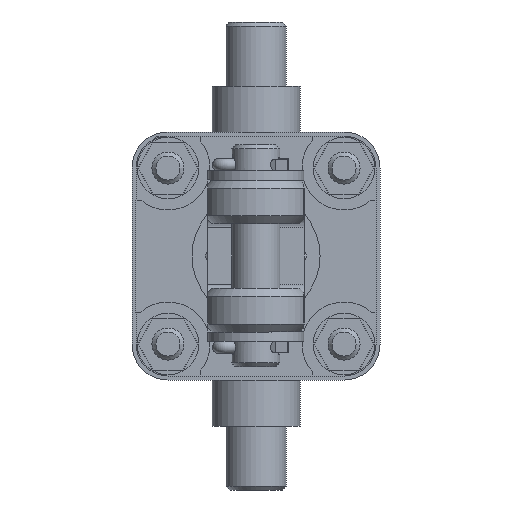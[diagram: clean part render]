
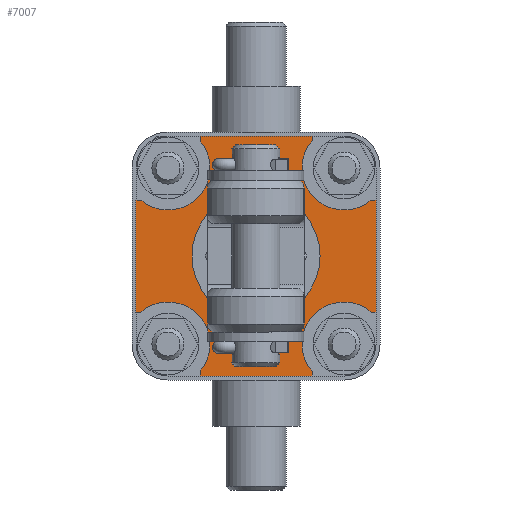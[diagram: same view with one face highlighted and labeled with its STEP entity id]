
A CAD part, left-side view. The second image highlights one B-rep face of the part: STEP entity #7007.
In plain terms, the highlighted planar face has unit normal (-1, 0, 0).
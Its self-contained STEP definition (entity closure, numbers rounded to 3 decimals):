
#180=FACE_BOUND('',#1230,.T.);
#352=PLANE('',#7706);
#778=FACE_OUTER_BOUND('',#1229,.T.);
#1229=EDGE_LOOP('',(#5667,#5668,#5669,#5670,#5671,#5672,#5673,#5674,#5675,
#5676,#5677,#5678,#5679,#5680,#5681,#5682));
#1230=EDGE_LOOP('',(#5683));
#1772=LINE('',#11048,#2410);
#1781=LINE('',#11066,#2419);
#1800=LINE('',#11117,#2438);
#1807=LINE('',#11135,#2445);
#1822=LINE('',#11185,#2460);
#1825=LINE('',#11192,#2463);
#1826=LINE('',#11195,#2464);
#1829=LINE('',#11202,#2467);
#1830=LINE('',#11205,#2468);
#1833=LINE('',#11212,#2471);
#1834=LINE('',#11215,#2472);
#1837=LINE('',#11222,#2475);
#2410=VECTOR('',#8911,10.);
#2419=VECTOR('',#8922,10.);
#2438=VECTOR('',#8979,10.);
#2445=VECTOR('',#8996,10.);
#2460=VECTOR('',#9051,10.);
#2463=VECTOR('',#9060,10.);
#2464=VECTOR('',#9063,10.);
#2467=VECTOR('',#9072,10.);
#2468=VECTOR('',#9075,10.);
#2471=VECTOR('',#9084,10.);
#2472=VECTOR('',#9087,10.);
#2475=VECTOR('',#9096,10.);
#2865=CIRCLE('',#7671,16.);
#2873=CIRCLE('',#7688,10.5);
#2874=CIRCLE('',#7692,10.5);
#2875=CIRCLE('',#7696,10.5);
#2876=CIRCLE('',#7700,10.5);
#3334=VERTEX_POINT('',#11045);
#3335=VERTEX_POINT('',#11047);
#3342=VERTEX_POINT('',#11063);
#3343=VERTEX_POINT('',#11065);
#3355=VERTEX_POINT('',#11114);
#3356=VERTEX_POINT('',#11116);
#3361=VERTEX_POINT('',#11132);
#3362=VERTEX_POINT('',#11134);
#3365=VERTEX_POINT('',#11146);
#3377=VERTEX_POINT('',#11184);
#3378=VERTEX_POINT('',#11188);
#3379=VERTEX_POINT('',#11194);
#3380=VERTEX_POINT('',#11198);
#3381=VERTEX_POINT('',#11204);
#3382=VERTEX_POINT('',#11208);
#3383=VERTEX_POINT('',#11214);
#3384=VERTEX_POINT('',#11218);
#4111=EDGE_CURVE('',#3334,#3335,#1772,.T.);
#4120=EDGE_CURVE('',#3342,#3343,#1781,.T.);
#4146=EDGE_CURVE('',#3355,#3356,#1800,.T.);
#4155=EDGE_CURVE('',#3361,#3362,#1807,.T.);
#4161=EDGE_CURVE('',#3365,#3365,#2865,.T.);
#4179=EDGE_CURVE('',#3355,#3377,#1822,.T.);
#4181=EDGE_CURVE('',#3377,#3378,#2873,.T.);
#4183=EDGE_CURVE('',#3378,#3335,#1825,.T.);
#4184=EDGE_CURVE('',#3334,#3379,#1826,.T.);
#4186=EDGE_CURVE('',#3379,#3380,#2874,.T.);
#4188=EDGE_CURVE('',#3380,#3343,#1829,.T.);
#4189=EDGE_CURVE('',#3342,#3381,#1830,.T.);
#4191=EDGE_CURVE('',#3381,#3382,#2875,.T.);
#4193=EDGE_CURVE('',#3382,#3362,#1833,.T.);
#4194=EDGE_CURVE('',#3361,#3383,#1834,.T.);
#4196=EDGE_CURVE('',#3383,#3384,#2876,.T.);
#4198=EDGE_CURVE('',#3384,#3356,#1837,.T.);
#5667=ORIENTED_EDGE('',*,*,#4193,.T.);
#5668=ORIENTED_EDGE('',*,*,#4155,.F.);
#5669=ORIENTED_EDGE('',*,*,#4194,.T.);
#5670=ORIENTED_EDGE('',*,*,#4196,.T.);
#5671=ORIENTED_EDGE('',*,*,#4198,.T.);
#5672=ORIENTED_EDGE('',*,*,#4146,.F.);
#5673=ORIENTED_EDGE('',*,*,#4179,.T.);
#5674=ORIENTED_EDGE('',*,*,#4181,.T.);
#5675=ORIENTED_EDGE('',*,*,#4183,.T.);
#5676=ORIENTED_EDGE('',*,*,#4111,.F.);
#5677=ORIENTED_EDGE('',*,*,#4184,.T.);
#5678=ORIENTED_EDGE('',*,*,#4186,.T.);
#5679=ORIENTED_EDGE('',*,*,#4188,.T.);
#5680=ORIENTED_EDGE('',*,*,#4120,.F.);
#5681=ORIENTED_EDGE('',*,*,#4189,.T.);
#5682=ORIENTED_EDGE('',*,*,#4191,.T.);
#5683=ORIENTED_EDGE('',*,*,#4161,.T.);
#7007=ADVANCED_FACE('',(#778,#180),#352,.F.);
#7671=AXIS2_PLACEMENT_3D('',#11147,#9009,#9010);
#7688=AXIS2_PLACEMENT_3D('',#11189,#9055,#9056);
#7692=AXIS2_PLACEMENT_3D('',#11199,#9067,#9068);
#7696=AXIS2_PLACEMENT_3D('',#11209,#9079,#9080);
#7700=AXIS2_PLACEMENT_3D('',#11219,#9091,#9092);
#7706=AXIS2_PLACEMENT_3D('',#11230,#9108,#9109);
#8911=DIRECTION('',(0.,0.,1.));
#8922=DIRECTION('',(0.,1.,0.));
#8979=DIRECTION('',(0.,-1.,0.));
#8996=DIRECTION('',(0.,0.,-1.));
#9009=DIRECTION('center_axis',(1.,0.,0.));
#9010=DIRECTION('ref_axis',(0.,0.,1.));
#9051=DIRECTION('',(0.,0.,-1.));
#9055=DIRECTION('center_axis',(1.,0.,0.));
#9056=DIRECTION('ref_axis',(0.,0.762,-0.648));
#9060=DIRECTION('',(0.,1.,0.));
#9063=DIRECTION('',(0.,-1.,0.));
#9067=DIRECTION('center_axis',(1.,0.,0.));
#9068=DIRECTION('ref_axis',(0.,-0.648,-0.762));
#9072=DIRECTION('',(0.,0.,-1.));
#9075=DIRECTION('',(0.,0.,1.));
#9079=DIRECTION('center_axis',(1.,0.,0.));
#9080=DIRECTION('ref_axis',(0.,-0.762,0.648));
#9084=DIRECTION('',(0.,-1.,0.));
#9087=DIRECTION('',(0.,1.,0.));
#9091=DIRECTION('center_axis',(1.,0.,0.));
#9092=DIRECTION('ref_axis',(0.,0.648,0.762));
#9096=DIRECTION('',(0.,0.,1.));
#9108=DIRECTION('center_axis',(1.,0.,0.));
#9109=DIRECTION('ref_axis',(0.,0.,-1.));
#11045=CARTESIAN_POINT('',(0.,30.,-14.));
#11047=CARTESIAN_POINT('',(0.,30.,14.));
#11048=CARTESIAN_POINT('',(0.,30.,-22.));
#11063=CARTESIAN_POINT('',(0.,-14.,-30.));
#11065=CARTESIAN_POINT('',(0.,14.,-30.));
#11066=CARTESIAN_POINT('',(0.,-22.,-30.));
#11114=CARTESIAN_POINT('',(0.,14.,30.));
#11116=CARTESIAN_POINT('',(0.,-14.,30.));
#11117=CARTESIAN_POINT('',(0.,22.,30.));
#11132=CARTESIAN_POINT('',(0.,-30.,14.));
#11134=CARTESIAN_POINT('',(0.,-30.,-14.));
#11135=CARTESIAN_POINT('',(0.,-30.,22.));
#11146=CARTESIAN_POINT('',(0.,0.,-16.));
#11147=CARTESIAN_POINT('Origin',(0.,0.,0.));
#11184=CARTESIAN_POINT('',(0.,14.,28.801));
#11185=CARTESIAN_POINT('',(0.,14.,14.4));
#11188=CARTESIAN_POINT('',(0.,28.801,14.));
#11189=CARTESIAN_POINT('Origin',(0.,22.,22.));
#11192=CARTESIAN_POINT('',(0.,15.,14.));
#11194=CARTESIAN_POINT('',(0.,28.801,-14.));
#11195=CARTESIAN_POINT('',(0.,14.4,-14.));
#11198=CARTESIAN_POINT('',(0.,14.,-28.801));
#11199=CARTESIAN_POINT('Origin',(0.,22.,-22.));
#11202=CARTESIAN_POINT('',(0.,14.,-15.));
#11204=CARTESIAN_POINT('',(0.,-14.,-28.801));
#11205=CARTESIAN_POINT('',(0.,-14.,-14.4));
#11208=CARTESIAN_POINT('',(0.,-28.801,-14.));
#11209=CARTESIAN_POINT('Origin',(0.,-22.,-22.));
#11212=CARTESIAN_POINT('',(0.,-15.,-14.));
#11214=CARTESIAN_POINT('',(0.,-28.801,14.));
#11215=CARTESIAN_POINT('',(0.,-14.4,14.));
#11218=CARTESIAN_POINT('',(0.,-14.,28.801));
#11219=CARTESIAN_POINT('Origin',(0.,-22.,22.));
#11222=CARTESIAN_POINT('',(0.,-14.,15.));
#11230=CARTESIAN_POINT('Origin',(0.,0.,0.));
